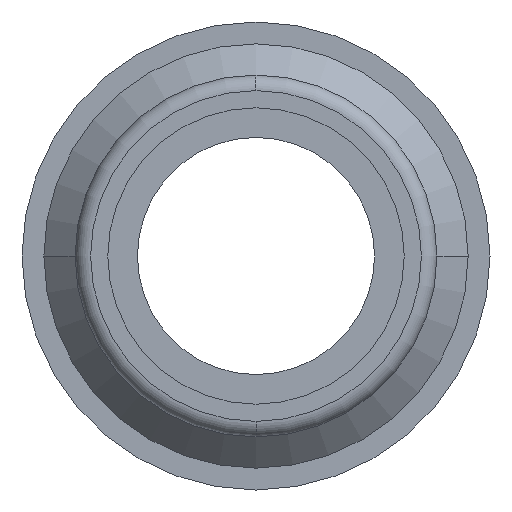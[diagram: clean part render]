
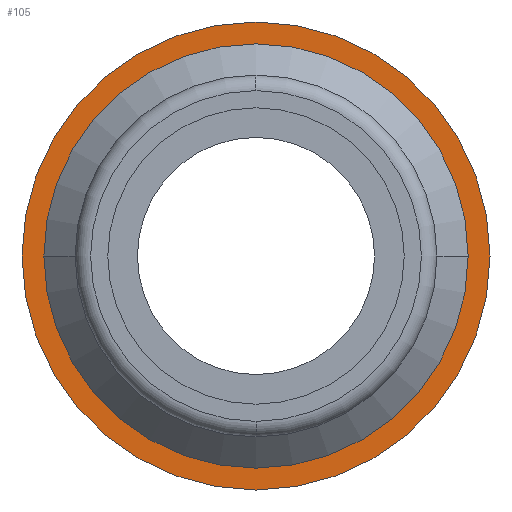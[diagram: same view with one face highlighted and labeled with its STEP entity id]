
A CAD part, front view. The second image highlights one B-rep face of the part: STEP entity #105.
In plain terms, the highlighted planar face has unit normal (0, -1, 0).
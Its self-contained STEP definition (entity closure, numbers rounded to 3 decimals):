
#105=ADVANCED_FACE('',(#219,#220),#221,.T.);
#219=FACE_OUTER_BOUND('',#338,.T.);
#220=FACE_BOUND('',#339,.T.);
#221=PLANE('',#340);
#338=EDGE_LOOP('',(#565,#566));
#339=EDGE_LOOP('',(#567,#568));
#340=AXIS2_PLACEMENT_3D('',#569,#570,#571);
#565=ORIENTED_EDGE('',*,*,#749,.T.);
#566=ORIENTED_EDGE('',*,*,#701,.T.);
#567=ORIENTED_EDGE('',*,*,#667,.F.);
#568=ORIENTED_EDGE('',*,*,#750,.F.);
#569=CARTESIAN_POINT('',(0.0,34.0,0.0));
#570=DIRECTION('',(0.0,-1.0,0.0));
#571=DIRECTION('',(-1.0,0.0,0.0));
#667=EDGE_CURVE('',#777,#773,#779,.T.);
#701=EDGE_CURVE('',#832,#829,#833,.T.);
#749=EDGE_CURVE('',#829,#832,#902,.T.);
#750=EDGE_CURVE('',#773,#777,#903,.T.);
#773=VERTEX_POINT('',#926);
#777=VERTEX_POINT('',#931);
#779=CIRCLE('',#934,13.6);
#829=VERTEX_POINT('',#996);
#832=VERTEX_POINT('',#1000);
#833=CIRCLE('',#1001,15.0);
#902=CIRCLE('',#1081,15.0);
#903=CIRCLE('',#1082,13.6);
#926=CARTESIAN_POINT('',(13.6,34.0,0.));
#931=CARTESIAN_POINT('',(-13.6,34.0,0.));
#934=AXIS2_PLACEMENT_3D('',#1108,#1109,#1110);
#996=CARTESIAN_POINT('',(15.0,34.0,0.0));
#1000=CARTESIAN_POINT('',(-15.0,34.0,0.));
#1001=AXIS2_PLACEMENT_3D('',#1160,#1161,#1162);
#1081=AXIS2_PLACEMENT_3D('',#1237,#1238,#1239);
#1082=AXIS2_PLACEMENT_3D('',#1240,#1241,#1242);
#1108=CARTESIAN_POINT('',(0.0,34.0,0.0));
#1109=DIRECTION('',(0.0,-1.0,0.0));
#1110=DIRECTION('',(1.0,0.0,0.0));
#1160=CARTESIAN_POINT('',(0.0,34.0,0.0));
#1161=DIRECTION('',(0.0,-1.0,0.0));
#1162=DIRECTION('',(1.0,0.0,0.0));
#1237=CARTESIAN_POINT('',(0.0,34.0,0.0));
#1238=DIRECTION('',(0.0,-1.0,0.0));
#1239=DIRECTION('',(1.0,0.0,0.0));
#1240=CARTESIAN_POINT('',(0.0,34.0,0.0));
#1241=DIRECTION('',(0.0,-1.0,0.0));
#1242=DIRECTION('',(1.0,0.0,0.0));
